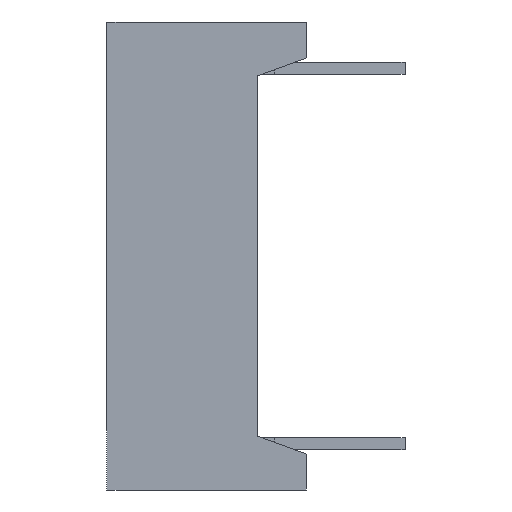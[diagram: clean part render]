
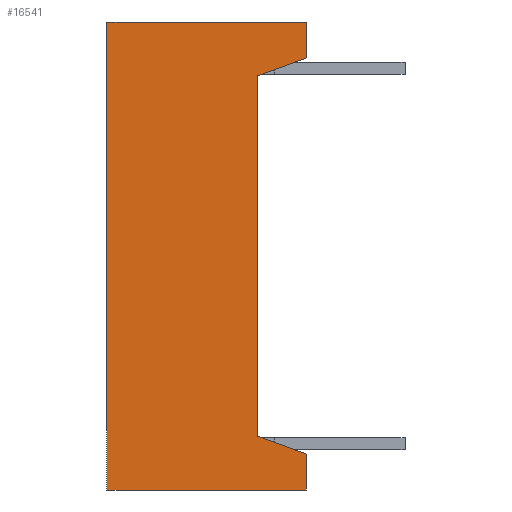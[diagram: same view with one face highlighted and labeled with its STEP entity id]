
A CAD part, left-side view. The second image highlights one B-rep face of the part: STEP entity #16541.
In plain terms, the highlighted planar face has unit normal (-1, 0, 0).
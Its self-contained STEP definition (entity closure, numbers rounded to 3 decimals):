
#308 = CARTESIAN_POINT ( 'NONE',  ( -18.8, -8.1, 0. ) ) ;
#341 = DIRECTION ( 'NONE',  ( 0., 0.94, 0.342 ) ) ;
#1423 = VERTEX_POINT ( 'NONE', #19076 ) ;
#1825 = LINE ( 'NONE', #23357, #12111 ) ;
#2532 = DIRECTION ( 'NONE',  ( 0., 0., 1. ) ) ;
#3652 = CARTESIAN_POINT ( 'NONE',  ( -18.8, -6.1, -9.5 ) ) ;
#4277 = CARTESIAN_POINT ( 'NONE',  ( -18.8, -6.1, -7.312 ) ) ;
#4578 = VECTOR ( 'NONE', #27853, 1000. ) ;
#4634 = PLANE ( 'NONE',  #7302 ) ;
#4742 = CARTESIAN_POINT ( 'NONE',  ( -18.8, -8.1, 0. ) ) ;
#5332 = CARTESIAN_POINT ( 'NONE',  ( -18.8, -8.1, 9.5 ) ) ;
#5351 = CARTESIAN_POINT ( 'NONE',  ( -18.8, -8.1, 9.5 ) ) ;
#5843 = DIRECTION ( 'NONE',  ( 0., 0., 1. ) ) ;
#7043 = VECTOR ( 'NONE', #341, 1000. ) ;
#7302 = AXIS2_PLACEMENT_3D ( 'NONE', #308, #15630, #2532 ) ;
#7731 = LINE ( 'NONE', #15672, #7043 ) ;
#8399 = ORIENTED_EDGE ( 'NONE', *, *, #25961, .F. ) ;
#8676 = CARTESIAN_POINT ( 'NONE',  ( -18.8, -8.1, 8.04 ) ) ;
#8710 = VECTOR ( 'NONE', #22887, 1000. ) ;
#9400 = LINE ( 'NONE', #5332, #8710 ) ;
#9631 = ORIENTED_EDGE ( 'NONE', *, *, #24813, .T. ) ;
#9799 = VECTOR ( 'NONE', #15837, 1000. ) ;
#10250 = CARTESIAN_POINT ( 'NONE',  ( -18.8, -8.1, -9.5 ) ) ;
#10262 = VECTOR ( 'NONE', #19389, 1000. ) ;
#10385 = LINE ( 'NONE', #10250, #4578 ) ;
#10824 = EDGE_CURVE ( 'NONE', #1423, #13138, #9400, .T. ) ;
#10978 = CARTESIAN_POINT ( 'NONE',  ( -18.8, -6.1, 7.312 ) ) ;
#11343 = CARTESIAN_POINT ( 'NONE',  ( -18.8, 0., 0. ) ) ;
#11422 = EDGE_CURVE ( 'NONE', #23114, #14900, #17221, .T. ) ;
#12066 = ORIENTED_EDGE ( 'NONE', *, *, #10824, .F. ) ;
#12101 = EDGE_CURVE ( 'NONE', #1423, #21491, #19547, .T. ) ;
#12111 = VECTOR ( 'NONE', #25579, 1000. ) ;
#12833 = VERTEX_POINT ( 'NONE', #26257 ) ;
#13138 = VERTEX_POINT ( 'NONE', #5351 ) ;
#13713 = ORIENTED_EDGE ( 'NONE', *, *, #28399, .T. ) ;
#14298 = ORIENTED_EDGE ( 'NONE', *, *, #12101, .T. ) ;
#14900 = VERTEX_POINT ( 'NONE', #10978 ) ;
#14958 = CARTESIAN_POINT ( 'NONE',  ( -18.8, -8.1, 0. ) ) ;
#15296 = EDGE_CURVE ( 'NONE', #23580, #12833, #16109, .T. ) ;
#15616 = LINE ( 'NONE', #4742, #9799 ) ;
#15630 = DIRECTION ( 'NONE',  ( -1., 0., 0. ) ) ;
#15672 = CARTESIAN_POINT ( 'NONE',  ( -18.8, -8.1, -8.04 ) ) ;
#15837 = DIRECTION ( 'NONE',  ( 0., 0., 1. ) ) ;
#16109 = LINE ( 'NONE', #14958, #10262 ) ;
#16541 = ADVANCED_FACE ( 'NONE', ( #27061 ), #4634, .T. ) ;
#17221 = LINE ( 'NONE', #3652, #22389 ) ;
#18251 = DIRECTION ( 'NONE',  ( 0., 0., -1. ) ) ;
#18328 = ORIENTED_EDGE ( 'NONE', *, *, #25390, .T. ) ;
#19076 = CARTESIAN_POINT ( 'NONE',  ( -18.8, 0., 9.5 ) ) ;
#19389 = DIRECTION ( 'NONE',  ( 0., 0., 1. ) ) ;
#19547 = LINE ( 'NONE', #11343, #25398 ) ;
#21491 = VERTEX_POINT ( 'NONE', #21822 ) ;
#21814 = CARTESIAN_POINT ( 'NONE',  ( -18.8, -8.1, -9.5 ) ) ;
#21822 = CARTESIAN_POINT ( 'NONE',  ( -18.8, 0., -9.5 ) ) ;
#22389 = VECTOR ( 'NONE', #5843, 1000. ) ;
#22887 = DIRECTION ( 'NONE',  ( 0., -1., 0. ) ) ;
#23114 = VERTEX_POINT ( 'NONE', #4277 ) ;
#23357 = CARTESIAN_POINT ( 'NONE',  ( -18.8, 3.269, 3.902 ) ) ;
#23406 = ORIENTED_EDGE ( 'NONE', *, *, #15296, .T. ) ;
#23580 = VERTEX_POINT ( 'NONE', #21814 ) ;
#24813 = EDGE_CURVE ( 'NONE', #12833, #23114, #7731, .T. ) ;
#25390 = EDGE_CURVE ( 'NONE', #21491, #23580, #10385, .T. ) ;
#25398 = VECTOR ( 'NONE', #18251, 1000. ) ;
#25579 = DIRECTION ( 'NONE',  ( 0., 0.94, -0.342 ) ) ;
#25961 = EDGE_CURVE ( 'NONE', #27737, #14900, #1825, .T. ) ;
#26257 = CARTESIAN_POINT ( 'NONE',  ( -18.8, -8.1, -8.04 ) ) ;
#26674 = ORIENTED_EDGE ( 'NONE', *, *, #11422, .T. ) ;
#27061 = FACE_OUTER_BOUND ( 'NONE', #28286, .T. ) ;
#27737 = VERTEX_POINT ( 'NONE', #8676 ) ;
#27853 = DIRECTION ( 'NONE',  ( 0., -1., 0. ) ) ;
#28286 = EDGE_LOOP ( 'NONE', ( #13713, #12066, #14298, #18328, #23406, #9631, #26674, #8399 ) ) ;
#28399 = EDGE_CURVE ( 'NONE', #27737, #13138, #15616, .T. ) ;
